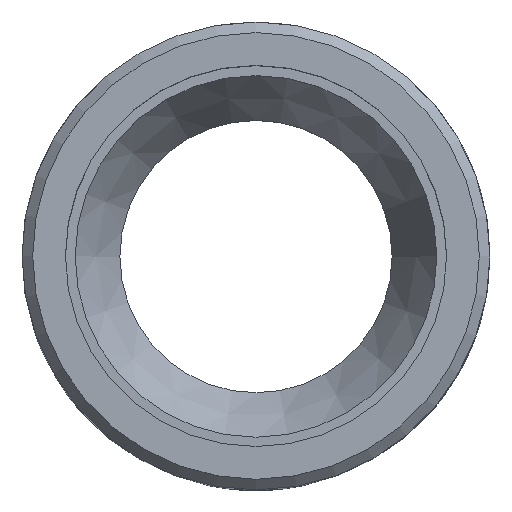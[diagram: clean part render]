
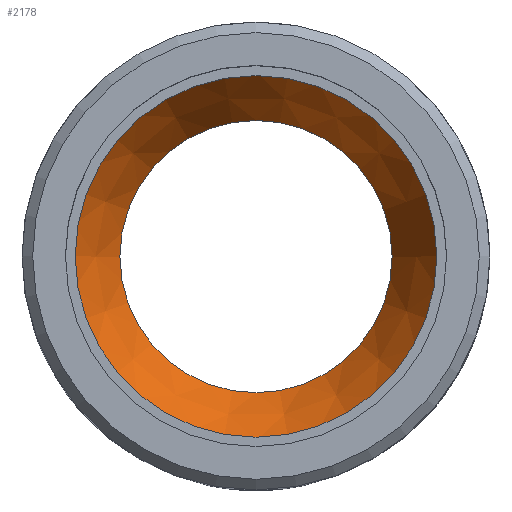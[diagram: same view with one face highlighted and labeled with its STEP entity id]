
A CAD part, top view. The second image highlights one B-rep face of the part: STEP entity #2178.
In plain terms, the highlighted conical face has half-angle 30 degrees and reference radius 6.4 mm.
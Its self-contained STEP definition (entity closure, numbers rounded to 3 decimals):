
#167=CIRCLE('',#2328,6.4);
#168=CIRCLE('',#2329,8.683);
#378=ORIENTED_EDGE('',*,*,#778,.F.);
#379=ORIENTED_EDGE('',*,*,#779,.T.);
#778=EDGE_CURVE('',#977,#977,#167,.T.);
#779=EDGE_CURVE('',#978,#978,#168,.T.);
#977=VERTEX_POINT('',#3201);
#978=VERTEX_POINT('',#3203);
#1320=EDGE_LOOP('',(#378));
#1321=EDGE_LOOP('',(#379));
#1426=FACE_BOUND('',#1320,.T.);
#1427=FACE_BOUND('',#1321,.T.);
#1490=CONICAL_SURFACE('',#2327,6.4,0.524);
#2178=ADVANCED_FACE('',(#1426,#1427),#1490,.F.);
#2327=AXIS2_PLACEMENT_3D('',#3199,#2673,#2674);
#2328=AXIS2_PLACEMENT_3D('',#3200,#2675,#2676);
#2329=AXIS2_PLACEMENT_3D('',#3202,#2677,#2678);
#2673=DIRECTION('',(0.,0.,1.));
#2674=DIRECTION('',(1.,0.,0.));
#2675=DIRECTION('',(0.,0.,1.));
#2676=DIRECTION('',(1.,0.,0.));
#2677=DIRECTION('',(0.,0.,1.));
#2678=DIRECTION('',(1.,0.,0.));
#3199=CARTESIAN_POINT('',(0.,0.,1.345));
#3200=CARTESIAN_POINT('',(0.,0.,1.345));
#3201=CARTESIAN_POINT('',(6.4,0.,1.345));
#3202=CARTESIAN_POINT('',(0.,0.,5.3));
#3203=CARTESIAN_POINT('',(8.683,0.,5.3));
